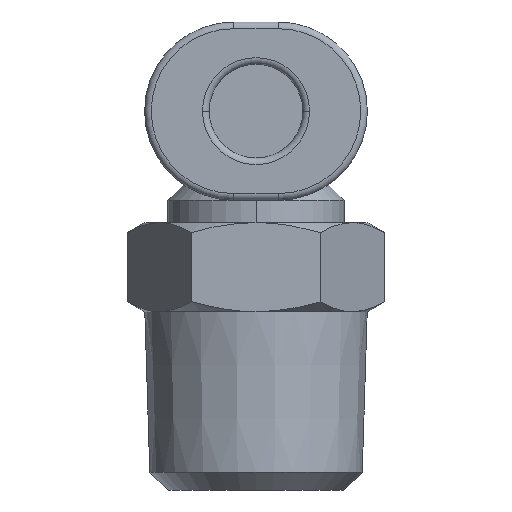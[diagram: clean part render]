
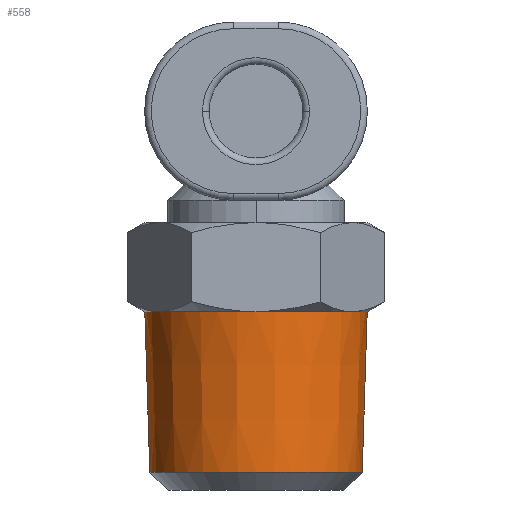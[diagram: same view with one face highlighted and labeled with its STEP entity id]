
A CAD part, front view. The second image highlights one B-rep face of the part: STEP entity #558.
In plain terms, the highlighted conical face has half-angle 1.79 degrees and reference radius 4.865 mm.
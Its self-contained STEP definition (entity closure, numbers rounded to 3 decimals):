
#517=CARTESIAN_POINT('',(0.0,0.,-6.5));
#518=DIRECTION('',(0.0,0.,1.0));
#519=DIRECTION('',(-1.0,0.0,0.0));
#520=AXIS2_PLACEMENT_3D('',#517,#518,#519);
#521=CONICAL_SURFACE('',#520,4.865,1.79);
#522=CARTESIAN_POINT('',(-4.765,0.,-9.7));
#523=VERTEX_POINT('',#522);
#524=CARTESIAN_POINT('',(-4.99,0.,-2.5));
#525=VERTEX_POINT('',#524);
#526=CARTESIAN_POINT('',(-4.765,0.,-9.7));
#527=DIRECTION('',(-0.031,0.,1.));
#528=VECTOR('',#527,7.204);
#529=LINE('',#526,#528);
#530=EDGE_CURVE('',#523,#525,#529,.T.);
#531=ORIENTED_EDGE('',*,*,#530,.F.);
#532=CARTESIAN_POINT('',(4.765,0.,-9.7));
#533=VERTEX_POINT('',#532);
#534=CARTESIAN_POINT('',(0.0,0.,-9.7));
#535=DIRECTION('',(0.0,0.0,-1.0));
#536=DIRECTION('',(1.0,0.0,0.0));
#537=AXIS2_PLACEMENT_3D('',#534,#535,#536);
#538=CIRCLE('',#537,4.765);
#539=EDGE_CURVE('',#533,#523,#538,.T.);
#540=ORIENTED_EDGE('',*,*,#539,.F.);
#541=CARTESIAN_POINT('',(4.99,0.,-2.5));
#542=VERTEX_POINT('',#541);
#543=CARTESIAN_POINT('',(4.765,0.,-9.7));
#544=DIRECTION('',(0.031,0.,1.));
#545=VECTOR('',#544,7.204);
#546=LINE('',#543,#545);
#547=EDGE_CURVE('',#533,#542,#546,.T.);
#548=ORIENTED_EDGE('',*,*,#547,.T.);
#549=CARTESIAN_POINT('',(0.0,0.,-2.5));
#550=DIRECTION('',(0.0,0.0,1.0));
#551=DIRECTION('',(-1.0,0.0,0.0));
#552=AXIS2_PLACEMENT_3D('',#549,#550,#551);
#553=CIRCLE('',#552,4.99);
#554=EDGE_CURVE('',#525,#542,#553,.T.);
#555=ORIENTED_EDGE('',*,*,#554,.F.);
#556=EDGE_LOOP('',(#531,#540,#548,#555));
#557=FACE_OUTER_BOUND('',#556,.T.);
#558=ADVANCED_FACE('',(#557),#521,.T.);
